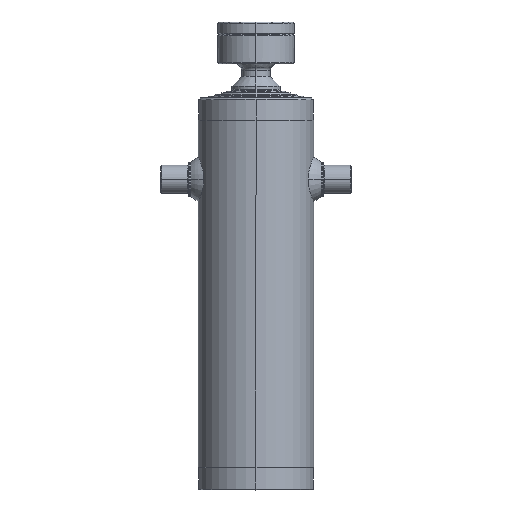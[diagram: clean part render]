
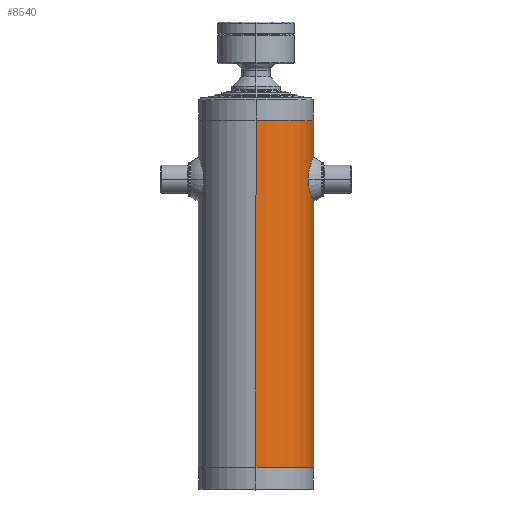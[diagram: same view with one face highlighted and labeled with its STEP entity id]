
A CAD part, top view. The second image highlights one B-rep face of the part: STEP entity #8540.
In plain terms, the highlighted cylindrical face has radius 102 mm (diameter 204 mm), a partial arc.
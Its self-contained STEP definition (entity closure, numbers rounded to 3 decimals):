
#94 = CARTESIAN_POINT ( 'NONE',  ( 0., 40., 0. ) ) ;
#119 = CARTESIAN_POINT ( 'NONE',  ( 0., 40., 102. ) ) ;
#492 = DIRECTION ( 'NONE',  ( 0., -1., 0. ) ) ;
#652 = VERTEX_POINT ( 'NONE', #119 ) ;
#684 = ORIENTED_EDGE ( 'NONE', *, *, #5667, .T. ) ;
#945 = DIRECTION ( 'NONE',  ( 0., 0., 1. ) ) ;
#969 = CARTESIAN_POINT ( 'NONE',  ( 0., 653., 0. ) ) ;
#1786 = DIRECTION ( 'NONE',  ( 0., 0., 1. ) ) ;
#2048 = CARTESIAN_POINT ( 'NONE',  ( 0., -17.46, -102. ) ) ;
#2597 = VERTEX_POINT ( 'NONE', #3527 ) ;
#2977 = EDGE_CURVE ( 'NONE', #2597, #7003, #3538, .T. ) ;
#3228 = EDGE_CURVE ( 'NONE', #7003, #652, #4171, .T. ) ;
#3527 = CARTESIAN_POINT ( 'NONE',  ( 0., 653., -102. ) ) ;
#3537 = CARTESIAN_POINT ( 'NONE',  ( 0., -17.46, 102. ) ) ;
#3538 = LINE ( 'NONE', #2048, #7632 ) ;
#3764 = LINE ( 'NONE', #3537, #7849 ) ;
#3983 = AXIS2_PLACEMENT_3D ( 'NONE', #6165, #492, #9389 ) ;
#4171 = CIRCLE ( 'NONE', #7071, 102. ) ;
#4768 = CARTESIAN_POINT ( 'NONE',  ( 0., 40., -102. ) ) ;
#5667 = EDGE_CURVE ( 'NONE', #5782, #652, #3764, .T. ) ;
#5782 = VERTEX_POINT ( 'NONE', #6942 ) ;
#5790 = DIRECTION ( 'NONE',  ( 0., -1., 0. ) ) ;
#5825 = ORIENTED_EDGE ( 'NONE', *, *, #10403, .T. ) ;
#6165 = CARTESIAN_POINT ( 'NONE',  ( 0., -17.46, 0. ) ) ;
#6650 = DIRECTION ( 'NONE',  ( 0., -1., 0. ) ) ;
#6942 = CARTESIAN_POINT ( 'NONE',  ( 0., 653., 102. ) ) ;
#7003 = VERTEX_POINT ( 'NONE', #4768 ) ;
#7071 = AXIS2_PLACEMENT_3D ( 'NONE', #94, #5790, #945 ) ;
#7431 = CIRCLE ( 'NONE', #10434, 102. ) ;
#7632 = VECTOR ( 'NONE', #8561, 1000. ) ;
#7794 = ORIENTED_EDGE ( 'NONE', *, *, #2977, .F. ) ;
#7849 = VECTOR ( 'NONE', #8419, 1000. ) ;
#8419 = DIRECTION ( 'NONE',  ( 0., -1., 0. ) ) ;
#8540 = ADVANCED_FACE ( 'NONE', ( #10532 ), #10286, .T. ) ;
#8561 = DIRECTION ( 'NONE',  ( 0., -1., 0. ) ) ;
#9038 = EDGE_LOOP ( 'NONE', ( #7794, #5825, #684, #9711 ) ) ;
#9389 = DIRECTION ( 'NONE',  ( 0., 0., 1. ) ) ;
#9711 = ORIENTED_EDGE ( 'NONE', *, *, #3228, .F. ) ;
#10286 = CYLINDRICAL_SURFACE ( 'NONE', #3983, 102. ) ;
#10403 = EDGE_CURVE ( 'NONE', #2597, #5782, #7431, .T. ) ;
#10434 = AXIS2_PLACEMENT_3D ( 'NONE', #969, #6650, #1786 ) ;
#10532 = FACE_OUTER_BOUND ( 'NONE', #9038, .T. ) ;
